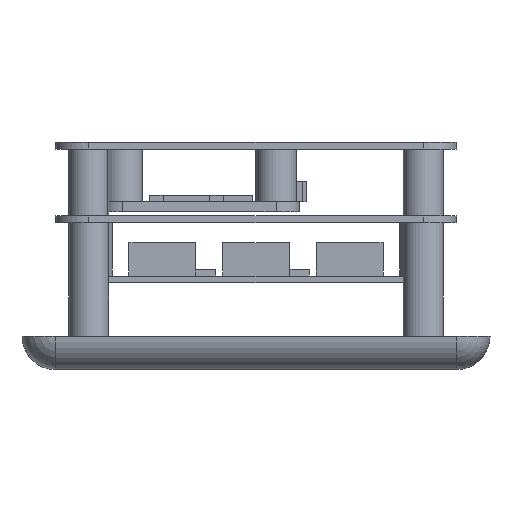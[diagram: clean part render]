
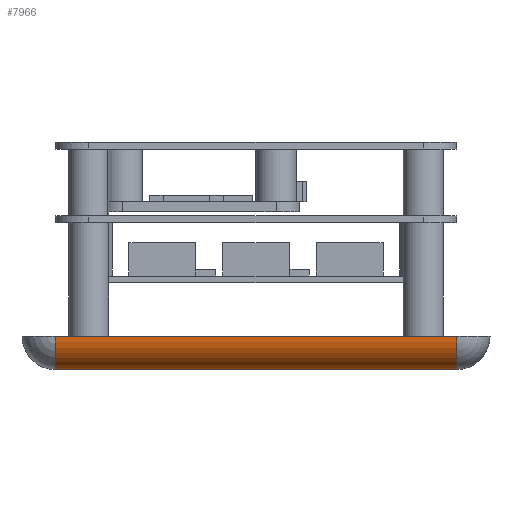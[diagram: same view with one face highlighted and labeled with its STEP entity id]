
A CAD part, front view. The second image highlights one B-rep face of the part: STEP entity #7966.
In plain terms, the highlighted cylindrical face has radius 5 mm (diameter 10 mm), a partial arc.
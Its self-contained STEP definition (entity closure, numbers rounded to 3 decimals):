
#187 = EDGE_LOOP ( 'NONE', ( #2181, #11380, #15112, #640 ) ) ;
#356 = EDGE_CURVE ( 'NONE', #13360, #2542, #13952, .T. ) ;
#640 = ORIENTED_EDGE ( 'NONE', *, *, #7804, .T. ) ;
#1594 = LINE ( 'NONE', #3801, #17741 ) ;
#1988 = DIRECTION ( 'NONE',  ( 0., 0., 1. ) ) ;
#2181 = ORIENTED_EDGE ( 'NONE', *, *, #8729, .F. ) ;
#2542 = VERTEX_POINT ( 'NONE', #5006 ) ;
#3801 = CARTESIAN_POINT ( 'NONE',  ( 35., -59., 5. ) ) ;
#3825 = VERTEX_POINT ( 'NONE', #16132 ) ;
#4898 = VECTOR ( 'NONE', #9394, 1000. ) ;
#5006 = CARTESIAN_POINT ( 'NONE',  ( -30., -54., 0. ) ) ;
#5799 = CIRCLE ( 'NONE', #12764, 5. ) ;
#6617 = DIRECTION ( 'NONE',  ( 1., 0., 0. ) ) ;
#7777 = CARTESIAN_POINT ( 'NONE',  ( -30., -54., 5. ) ) ;
#7804 = EDGE_CURVE ( 'NONE', #13360, #16742, #5799, .T. ) ;
#7966 = ADVANCED_FACE ( 'NONE', ( #15987 ), #10662, .T. ) ;
#8371 = AXIS2_PLACEMENT_3D ( 'NONE', #13449, #9174, #11913 ) ;
#8729 = EDGE_CURVE ( 'NONE', #3825, #16742, #1594, .T. ) ;
#9174 = DIRECTION ( 'NONE',  ( -1., 0., 0. ) ) ;
#9394 = DIRECTION ( 'NONE',  ( -1., 0., 0. ) ) ;
#10126 = CARTESIAN_POINT ( 'NONE',  ( 30., -54., 5. ) ) ;
#10662 = CYLINDRICAL_SURFACE ( 'NONE', #8371, 5. ) ;
#10704 = CARTESIAN_POINT ( 'NONE',  ( -35., -54., 0. ) ) ;
#11380 = ORIENTED_EDGE ( 'NONE', *, *, #14147, .T. ) ;
#11539 = DIRECTION ( 'NONE',  ( -1., 0., 0. ) ) ;
#11913 = DIRECTION ( 'NONE',  ( 0., 0., 1. ) ) ;
#12764 = AXIS2_PLACEMENT_3D ( 'NONE', #10126, #11539, #17318 ) ;
#12960 = AXIS2_PLACEMENT_3D ( 'NONE', #7777, #17676, #1988 ) ;
#13360 = VERTEX_POINT ( 'NONE', #16873 ) ;
#13449 = CARTESIAN_POINT ( 'NONE',  ( -35., -54., 5. ) ) ;
#13952 = LINE ( 'NONE', #10704, #4898 ) ;
#14147 = EDGE_CURVE ( 'NONE', #3825, #2542, #15886, .T. ) ;
#15112 = ORIENTED_EDGE ( 'NONE', *, *, #356, .F. ) ;
#15886 = CIRCLE ( 'NONE', #12960, 5. ) ;
#15987 = FACE_OUTER_BOUND ( 'NONE', #187, .T. ) ;
#16132 = CARTESIAN_POINT ( 'NONE',  ( -30., -59., 5. ) ) ;
#16742 = VERTEX_POINT ( 'NONE', #17517 ) ;
#16873 = CARTESIAN_POINT ( 'NONE',  ( 30., -54., 0. ) ) ;
#17318 = DIRECTION ( 'NONE',  ( 0., 0., 1. ) ) ;
#17517 = CARTESIAN_POINT ( 'NONE',  ( 30., -59., 5. ) ) ;
#17676 = DIRECTION ( 'NONE',  ( 1., 0., 0. ) ) ;
#17741 = VECTOR ( 'NONE', #6617, 1000. ) ;
